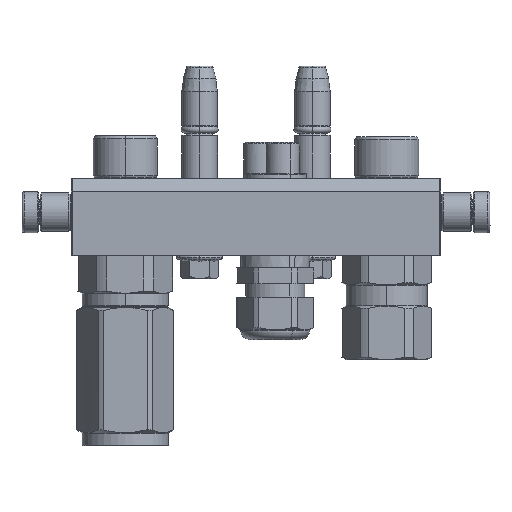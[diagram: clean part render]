
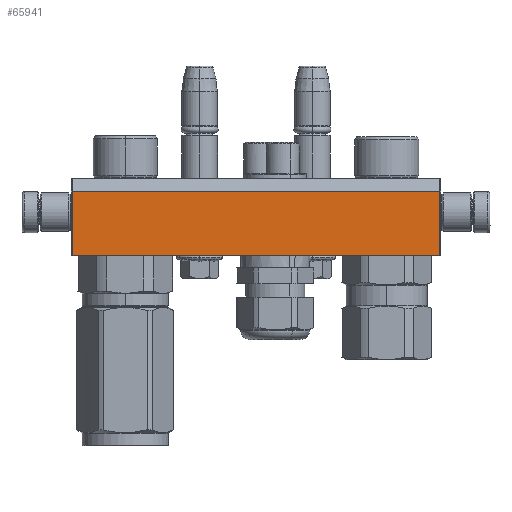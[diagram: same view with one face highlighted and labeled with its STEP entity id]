
A CAD part, left-side view. The second image highlights one B-rep face of the part: STEP entity #65941.
In plain terms, the highlighted face is planar.
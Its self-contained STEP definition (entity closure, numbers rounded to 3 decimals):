
#14693 = PLANE ( 'NONE',  #20678 ) ;
#19242 = CARTESIAN_POINT ( 'NONE',  ( 143.5, 5., -90. ) ) ;
#19370 = FACE_OUTER_BOUND ( 'NONE', #91160, .T. ) ;
#20678 = AXIS2_PLACEMENT_3D ( 'NONE', #36796, #28590, #21023 ) ;
#21023 = DIRECTION ( 'NONE',  ( -1., 0., 0. ) ) ;
#23552 = LINE ( 'NONE', #84392, #78769 ) ;
#26267 = CARTESIAN_POINT ( 'NONE',  ( 143.5, 5., -90. ) ) ;
#27488 = EDGE_CURVE ( 'NONE', #70518, #39783, #85520, .T. ) ;
#28395 = LINE ( 'NONE', #26267, #39681 ) ;
#28590 = DIRECTION ( 'NONE',  ( 0., 0., -1. ) ) ;
#33512 = VERTEX_POINT ( 'NONE', #52446 ) ;
#36796 = CARTESIAN_POINT ( 'NONE',  ( 144., 0., -90. ) ) ;
#39681 = VECTOR ( 'NONE', #76706, 1000. ) ;
#39783 = VERTEX_POINT ( 'NONE', #62475 ) ;
#40320 = CARTESIAN_POINT ( 'NONE',  ( 143.5, 5., -90. ) ) ;
#48039 = ORIENTED_EDGE ( 'NONE', *, *, #57482, .F. ) ;
#49809 = LINE ( 'NONE', #40320, #60022 ) ;
#51989 = EDGE_CURVE ( 'NONE', #33512, #39783, #23552, .T. ) ;
#52446 = CARTESIAN_POINT ( 'NONE',  ( 0.5, 5., -90. ) ) ;
#52568 = ORIENTED_EDGE ( 'NONE', *, *, #51989, .T. ) ;
#57482 = EDGE_CURVE ( 'NONE', #84780, #70518, #49809, .T. ) ;
#60022 = VECTOR ( 'NONE', #62689, 1000. ) ;
#61081 = CARTESIAN_POINT ( 'NONE',  ( 143.5, 30., -90. ) ) ;
#62475 = CARTESIAN_POINT ( 'NONE',  ( 0.5, 30., -90. ) ) ;
#62689 = DIRECTION ( 'NONE',  ( 0., 1., 0. ) ) ;
#65221 = CARTESIAN_POINT ( 'NONE',  ( 143.5, 30., -90. ) ) ;
#65941 = ADVANCED_FACE ( 'NONE', ( #19370 ), #14693, .T. ) ;
#70518 = VERTEX_POINT ( 'NONE', #61081 ) ;
#70896 = VECTOR ( 'NONE', #78139, 1000. ) ;
#76706 = DIRECTION ( 'NONE',  ( -1., 0., 0. ) ) ;
#77497 = DIRECTION ( 'NONE',  ( 0., 1., 0. ) ) ;
#78139 = DIRECTION ( 'NONE',  ( -1., 0., 0. ) ) ;
#78769 = VECTOR ( 'NONE', #77497, 1000. ) ;
#84392 = CARTESIAN_POINT ( 'NONE',  ( 0.5, 5., -90. ) ) ;
#84780 = VERTEX_POINT ( 'NONE', #19242 ) ;
#84925 = ORIENTED_EDGE ( 'NONE', *, *, #92464, .T. ) ;
#85520 = LINE ( 'NONE', #65221, #70896 ) ;
#88768 = ORIENTED_EDGE ( 'NONE', *, *, #27488, .F. ) ;
#91160 = EDGE_LOOP ( 'NONE', ( #88768, #48039, #84925, #52568 ) ) ;
#92464 = EDGE_CURVE ( 'NONE', #84780, #33512, #28395, .T. ) ;
